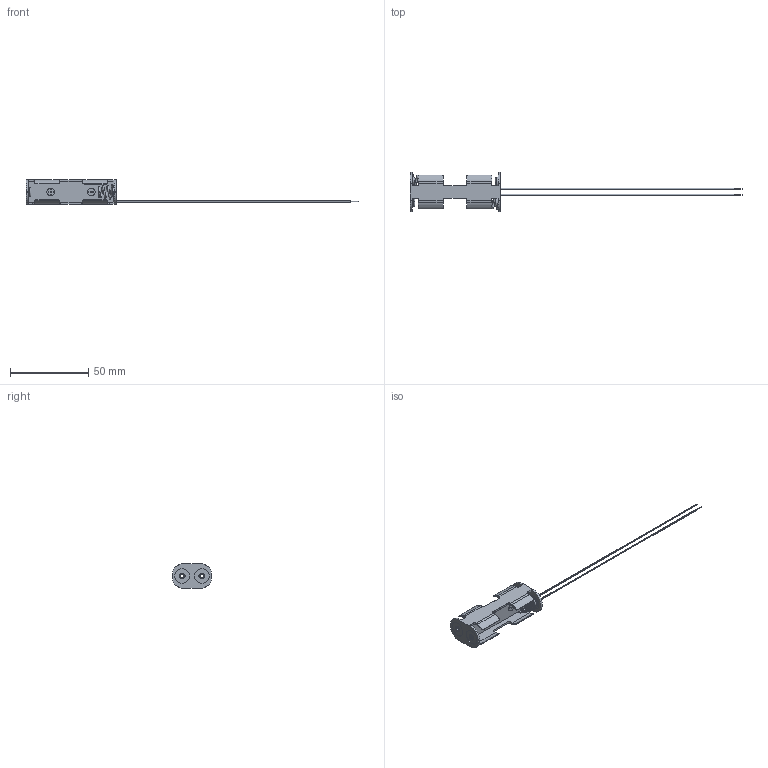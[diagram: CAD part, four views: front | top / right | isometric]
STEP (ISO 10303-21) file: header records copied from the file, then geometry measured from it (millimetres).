
FILE_DESCRIPTION (( 'STEP AP214' ), '1' );
FILE_NAME ('BC22AAW.STEP', '2019-11-22T15:13:46', ( '' ), ( '' ), 'SwSTEP 2.0', 'SolidWorks 2016', '' );
FILE_SCHEMA (( 'AUTOMOTIVE_DESIGN' ));
Length unit declared in the file: millimetre
Products named in the file (1): BC22AAW
Bounding box: 212.7 x 25.4 x 15.9 mm (x, y, z)
Volume: 4187.5 mm3; surface area: 9342.5 mm2
Topology: 9 solids, 9 shells, 505 faces, 1204 edges, 745 vertices
Faces by surface type: cylinder 201, plane 160, torus 112, bspline 32
Entity records: 18956 total; most frequent: CARTESIAN_POINT 6947, DIRECTION 2658, ORIENTED_EDGE 2400, EDGE_CURVE 1200, AXIS2_PLACEMENT_3D 1076, VERTEX_POINT 743, CIRCLE 604, EDGE_LOOP 555
